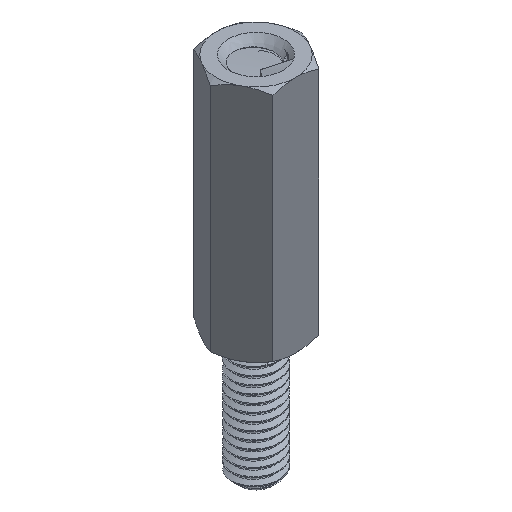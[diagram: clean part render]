
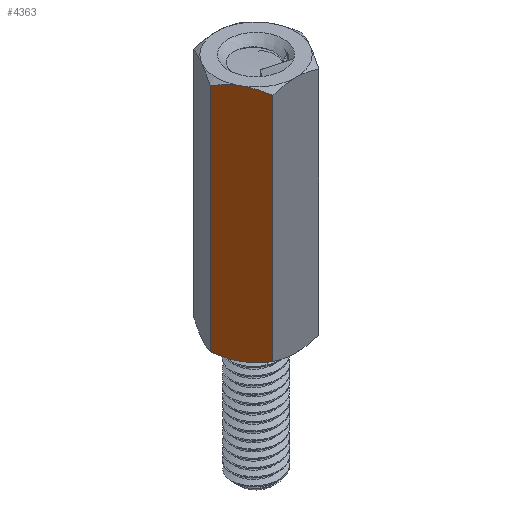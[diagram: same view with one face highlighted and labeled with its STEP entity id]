
A CAD part, isometric view. The second image highlights one B-rep face of the part: STEP entity #4363.
In plain terms, the highlighted planar face has unit normal (0.866, 0.5, 0).
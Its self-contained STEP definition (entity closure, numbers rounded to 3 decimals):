
#122 = LINE ( 'NONE', #4278, #2301 ) ;
#264 = CARTESIAN_POINT ( 'NONE',  ( -2.887, 0., 14.75 ) ) ;
#484 = CARTESIAN_POINT ( 'NONE',  ( -2.497, -0.674, 14.944 ) ) ;
#882 = B_SPLINE_CURVE_WITH_KNOTS ( 'NONE', 3,
 ( #8781, #6121, #9732, #4158, #10665, #5092, #11591, #6013, #484, #6947, #1417, #7896 ),
 .UNSPECIFIED., .F., .F.,
 ( 4, 2, 2, 2, 2, 4 ),
 ( 0., 0.25, 0.375, 0.437, 0.5, 1. ),
 .UNSPECIFIED. ) ;
#1241 = CARTESIAN_POINT ( 'NONE',  ( -1.508, -2.388, 14.792 ) ) ;
#1417 = CARTESIAN_POINT ( 'NONE',  ( -2.758, -0.224, 14.833 ) ) ;
#1807 = CARTESIAN_POINT ( 'NONE',  ( -2.395, -0.852, 0.02 ) ) ;
#2135 = B_SPLINE_CURVE_WITH_KNOTS ( 'NONE', 3,
 ( #3254, #2369, #8848, #3296, #9802, #4225 ),
 .UNSPECIFIED., .F., .F.,
 ( 4, 2, 4 ),
 ( 0., 0.5, 1. ),
 .UNSPECIFIED. ) ;
#2301 = VECTOR ( 'NONE', #10786, 1000. ) ;
#2356 = PLANE ( 'NONE',  #8850 ) ;
#2369 = CARTESIAN_POINT ( 'NONE',  ( -1.575, -2.272, 0.165 ) ) ;
#2725 = VERTEX_POINT ( 'NONE', #3399 ) ;
#2748 = CARTESIAN_POINT ( 'NONE',  ( -2.755, -0.228, 0.165 ) ) ;
#3010 = EDGE_CURVE ( 'NONE', #11972, #9350, #3464, .T. ) ;
#3188 = CARTESIAN_POINT ( 'NONE',  ( -1.664, -2.118, 14.875 ) ) ;
#3254 = CARTESIAN_POINT ( 'NONE',  ( -1.443, -2.5, 0.25 ) ) ;
#3296 = CARTESIAN_POINT ( 'NONE',  ( -1.935, -1.648, 0.021 ) ) ;
#3342 = DIRECTION ( 'NONE',  ( 0., 0., -1. ) ) ;
#3350 = FACE_OUTER_BOUND ( 'NONE', #7570, .T. ) ;
#3399 = CARTESIAN_POINT ( 'NONE',  ( -1.443, -2.5, 0.25 ) ) ;
#3464 = B_SPLINE_CURVE_WITH_KNOTS ( 'NONE', 3,
 ( #6406, #10030, #1807, #8285, #2748, #9223 ),
 .UNSPECIFIED., .F., .F.,
 ( 4, 2, 4 ),
 ( 0., 0.5, 1. ),
 .UNSPECIFIED. ) ;
#3594 = CARTESIAN_POINT ( 'NONE',  ( -1.443, -2.5, 0. ) ) ;
#3692 = CARTESIAN_POINT ( 'NONE',  ( -2.165, -1.25, 15. ) ) ;
#3725 = EDGE_CURVE ( 'NONE', #5109, #9350, #6956, .T. ) ;
#3788 = CARTESIAN_POINT ( 'NONE',  ( -2.887, 0., 0.25 ) ) ;
#4113 = CARTESIAN_POINT ( 'NONE',  ( -1.756, -1.958, 14.916 ) ) ;
#4158 = CARTESIAN_POINT ( 'NONE',  ( -2.367, -0.901, 14.98 ) ) ;
#4225 = CARTESIAN_POINT ( 'NONE',  ( -2.165, -1.25, 0. ) ) ;
#4278 = CARTESIAN_POINT ( 'NONE',  ( -1.443, -2.5, 0. ) ) ;
#4363 = ADVANCED_FACE ( 'NONE', ( #3350 ), #2356, .F. ) ;
#4531 = DIRECTION ( 'NONE',  ( 0.5, -0.866, 0. ) ) ;
#5048 = CARTESIAN_POINT ( 'NONE',  ( -1.935, -1.648, 14.98 ) ) ;
#5092 = CARTESIAN_POINT ( 'NONE',  ( -2.439, -0.775, 14.962 ) ) ;
#5109 = VERTEX_POINT ( 'NONE', #264 ) ;
#5320 = ORIENTED_EDGE ( 'NONE', *, *, #3725, .F. ) ;
#5436 = ORIENTED_EDGE ( 'NONE', *, *, #6821, .F. ) ;
#5501 = EDGE_CURVE ( 'NONE', #8184, #11546, #7851, .T. ) ;
#5924 = CARTESIAN_POINT ( 'NONE',  ( -1.443, -2.5, 14.75 ) ) ;
#5968 = CARTESIAN_POINT ( 'NONE',  ( -2.165, -1.25, 15. ) ) ;
#6013 = CARTESIAN_POINT ( 'NONE',  ( -2.483, -0.699, 14.949 ) ) ;
#6121 = CARTESIAN_POINT ( 'NONE',  ( -2.223, -1.151, 15. ) ) ;
#6406 = CARTESIAN_POINT ( 'NONE',  ( -2.165, -1.25, 0. ) ) ;
#6649 = VECTOR ( 'NONE', #3342, 1000. ) ;
#6821 = EDGE_CURVE ( 'NONE', #11546, #5109, #882, .T. ) ;
#6947 = CARTESIAN_POINT ( 'NONE',  ( -2.635, -0.436, 14.896 ) ) ;
#6956 = LINE ( 'NONE', #10731, #6649 ) ;
#7212 = ORIENTED_EDGE ( 'NONE', *, *, #5501, .F. ) ;
#7459 = ORIENTED_EDGE ( 'NONE', *, *, #10112, .T. ) ;
#7570 = EDGE_LOOP ( 'NONE', ( #5436, #7212, #9176, #7459, #11762, #5320 ) ) ;
#7851 = B_SPLINE_CURVE_WITH_KNOTS ( 'NONE', 3,
 ( #5924, #1241, #8733, #3188, #9683, #4113, #10616, #5048, #11542, #5968 ),
 .UNSPECIFIED., .F., .F.,
 ( 4, 2, 2, 2, 4 ),
 ( 0., 0.25, 0.375, 0.5, 1. ),
 .UNSPECIFIED. ) ;
#7896 = CARTESIAN_POINT ( 'NONE',  ( -2.887, 0., 14.75 ) ) ;
#8184 = VERTEX_POINT ( 'NONE', #10933 ) ;
#8285 = CARTESIAN_POINT ( 'NONE',  ( -2.631, -0.444, 0.102 ) ) ;
#8733 = CARTESIAN_POINT ( 'NONE',  ( -1.571, -2.279, 14.828 ) ) ;
#8781 = CARTESIAN_POINT ( 'NONE',  ( -2.165, -1.25, 15. ) ) ;
#8848 = CARTESIAN_POINT ( 'NONE',  ( -1.699, -2.056, 0.102 ) ) ;
#8850 = AXIS2_PLACEMENT_3D ( 'NONE', #3594, #10097, #4531 ) ;
#9176 = ORIENTED_EDGE ( 'NONE', *, *, #10960, .T. ) ;
#9223 = CARTESIAN_POINT ( 'NONE',  ( -2.887, 0., 0.25 ) ) ;
#9350 = VERTEX_POINT ( 'NONE', #3788 ) ;
#9683 = CARTESIAN_POINT ( 'NONE',  ( -1.695, -2.064, 14.89 ) ) ;
#9732 = CARTESIAN_POINT ( 'NONE',  ( -2.279, -1.053, 14.995 ) ) ;
#9802 = CARTESIAN_POINT ( 'NONE',  ( -2.051, -1.447, 0. ) ) ;
#9881 = CARTESIAN_POINT ( 'NONE',  ( -2.165, -1.25, 0. ) ) ;
#10030 = CARTESIAN_POINT ( 'NONE',  ( -2.279, -1.053, 0. ) ) ;
#10097 = DIRECTION ( 'NONE',  ( -0.866, -0.5, 0. ) ) ;
#10112 = EDGE_CURVE ( 'NONE', #2725, #11972, #2135, .T. ) ;
#10616 = CARTESIAN_POINT ( 'NONE',  ( -1.788, -1.903, 14.928 ) ) ;
#10665 = CARTESIAN_POINT ( 'NONE',  ( -2.396, -0.851, 14.973 ) ) ;
#10731 = CARTESIAN_POINT ( 'NONE',  ( -2.887, 0., 0. ) ) ;
#10786 = DIRECTION ( 'NONE',  ( 0., 0., -1. ) ) ;
#10933 = CARTESIAN_POINT ( 'NONE',  ( -1.443, -2.5, 14.75 ) ) ;
#10960 = EDGE_CURVE ( 'NONE', #8184, #2725, #122, .T. ) ;
#11542 = CARTESIAN_POINT ( 'NONE',  ( -2.049, -1.452, 15. ) ) ;
#11546 = VERTEX_POINT ( 'NONE', #3692 ) ;
#11591 = CARTESIAN_POINT ( 'NONE',  ( -2.454, -0.749, 14.957 ) ) ;
#11762 = ORIENTED_EDGE ( 'NONE', *, *, #3010, .T. ) ;
#11972 = VERTEX_POINT ( 'NONE', #9881 ) ;
